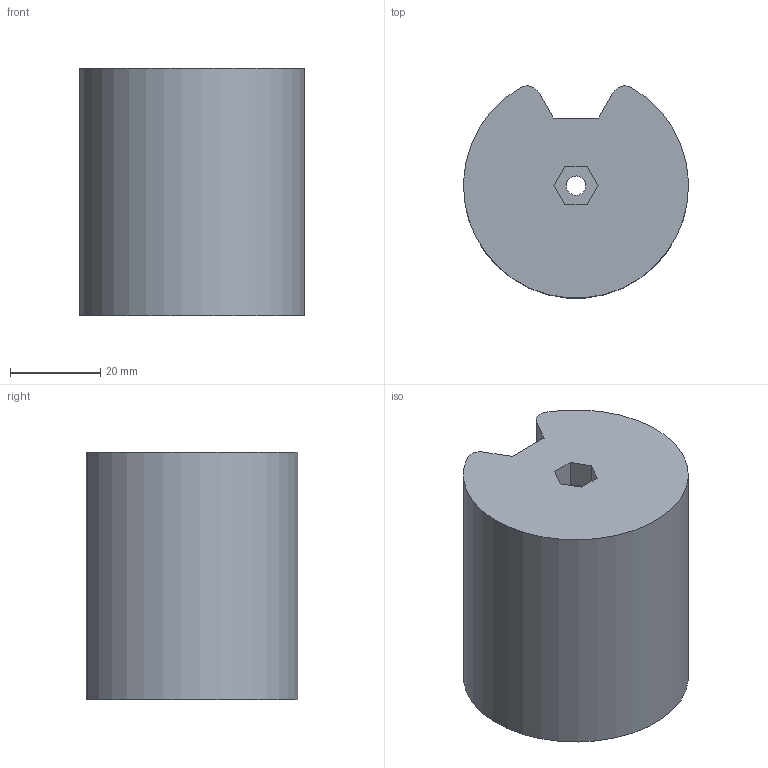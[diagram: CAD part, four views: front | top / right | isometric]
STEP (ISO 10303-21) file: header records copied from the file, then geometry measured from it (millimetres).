
FILE_DESCRIPTION(/* description */ (''),/* implementation_level */ '2;1');
FILE_NAME(/* name */ 'sander_mini.stp',/* time_stamp */ '2021-12-03T12:27:11+03:00',/* author */ ('Muchiri'),/* organization */ (''),/* preprocessor_version */ 'ST-DEVELOPER v18.1',/* originating_system */ 'Autodesk Inventor LT',/* authorisation */ '');
FILE_SCHEMA (('AUTOMOTIVE_DESIGN { 1 0 10303 214 3 1 1 }'));
Length unit declared in the file: millimetre
Products named in the file (1): sander_mini
Bounding box: 49.96 x 47.05 x 55 mm (x, y, z)
Volume: 98251.1 mm3; surface area: 13584.7 mm2
Topology: 1 solids, 1 shells, 18 faces, 44 edges, 30 vertices
Faces by surface type: plane 13, cylinder 5
Full cylindrical faces by diameter (mm): 4.3 x1, 12.5 x1
Entity records: 581 total; most frequent: DIRECTION 94, CARTESIAN_POINT 93, ORIENTED_EDGE 88, EDGE_CURVE 44, LINE 32, VECTOR 32, AXIS2_PLACEMENT_3D 31, VERTEX_POINT 30
